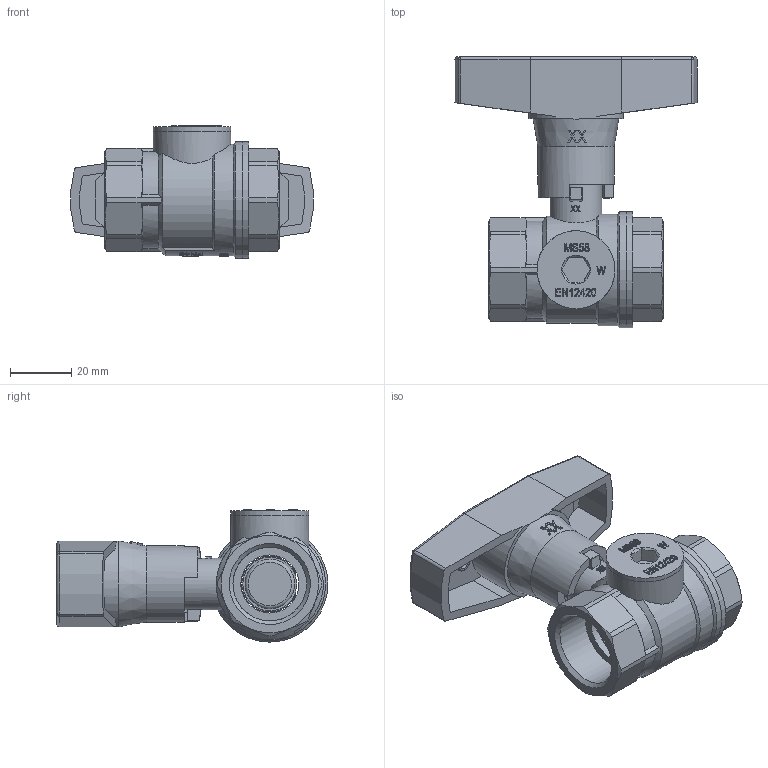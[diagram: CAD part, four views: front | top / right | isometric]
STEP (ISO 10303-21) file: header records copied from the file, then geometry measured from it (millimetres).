
FILE_DESCRIPTION(/* description */ ('Unknown'),/* implementation_level */ '2;1');
FILE_NAME(/* name */ '6080-05',/* time_stamp */ '2023-02-10T07:57:19+01:00',/* author */ ('Unknown'),/* organization */ ('Unknown'),/* preprocessor_version */ 'ST-DEVELOPER v16.7',/* originating_system */ 'Solid Edge',/* authorisation */ 'Unknown');
FILE_SCHEMA (('AUTOMOTIVE_DESIGN {1 0 10303 214 3 1 1}'));
Length unit declared in the file: millimetre
Products named in the file (16): 6080-3_4; Kvrper-co; 600-3_4-Kvrper; 600-3_4-O-Ring; 600-3_4-Deckel; T-Griff 3_8-3_4; Abdeckkappe-3_8-1_1_2; Neu-T-Griff-Al-3_8-3_4-a; Befestigungsschraube-1_2-3_4; 600-3_4-Spindel-co_oa_0; 600-3_4-Spindel; 600-3_4-Stopfbuchse; 600-3_4-Kvrper-co_oa_1; 600-3_4-Speerring; 600-3_4-Einschraubteil; 600-3_4-Sieb
Assembly tree (15 placements, depth 3):
  6080-3_4
    Kvrper-co
      600-3_4-Kvrper
      600-3_4-O-Ring
      600-3_4-Deckel
    T-Griff 3_8-3_4
      Abdeckkappe-3_8-1_1_2
      Neu-T-Griff-Al-3_8-3_4-a
      Befestigungsschraube-1_2-3_4
    600-3_4-Spindel-co_oa_0
      600-3_4-Spindel
      600-3_4-Stopfbuchse
    600-3_4-Kvrper-co_oa_1
      600-3_4-Speerring
      600-3_4-Einschraubteil
      600-3_4-Sieb
Bounding box: 79.22 x 88.9 x 43.25 mm (x, y, z)
Volume: 58328.7 mm3; surface area: 41159.8 mm2
Topology: 11 solids, 11 shells, 1720 faces, 4793 edges, 3179 vertices
Faces by surface type: plane 1523, cylinder 130, cone 52, torus 8, sphere 6, bspline 1
Full cylindrical faces by diameter (mm): 1.5 x2, 3.4 x2, 5.4 x4, 6.6 x1, 8 x1, 8.9 x2, 9.1 x1, 9.3 x1, 10.5 x1, 11 x1, 12 x2, 12.5 x1, 14 x1, 14.5 x1, 16.2 x1, 17 x1, 17.6 x1, 18.1 x1, 19 x3, 19.3 x1, 19.5 x1, 21 x2, 24.117 x2, 25 x1, 25.5 x2, 27 x2, 31.5 x1, 32.5 x1, 33 x1, 36.5 x1
Entity records: 62803 total; most frequent: CARTESIAN_POINT 12789, ORIENTED_EDGE 9388, DIRECTION 9331, EDGE_CURVE 4694, LINE 3287, VECTOR 3287, VERTEX_POINT 3160, AXIS2_PLACEMENT_3D 3022
